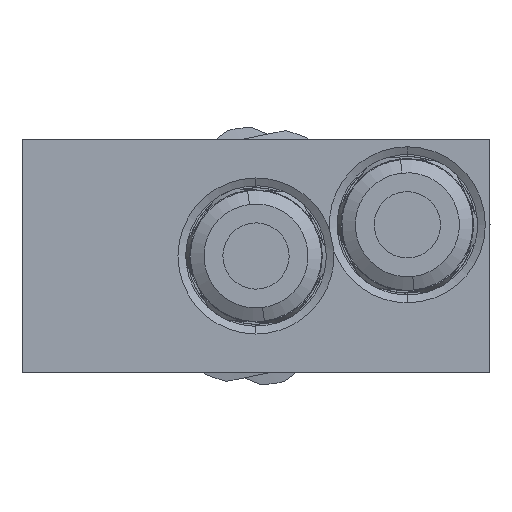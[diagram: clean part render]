
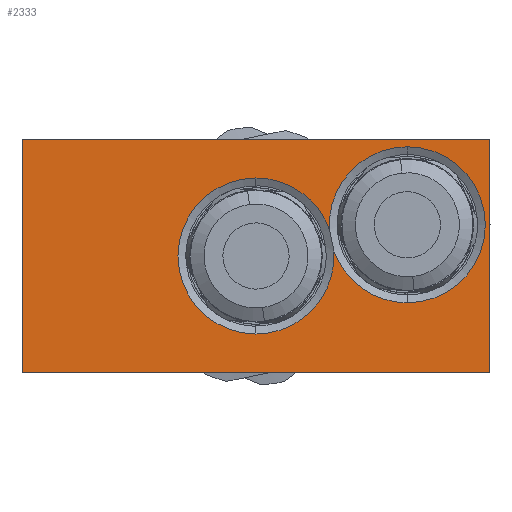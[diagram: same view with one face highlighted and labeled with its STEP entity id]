
A CAD part, front view. The second image highlights one B-rep face of the part: STEP entity #2333.
In plain terms, the highlighted planar face has unit normal (0, -1, 0).
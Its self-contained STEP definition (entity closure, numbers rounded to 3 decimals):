
#64 = EDGE_CURVE ( 'NONE', #2962, #3372, #3162, .T. ) ;
#99 = LINE ( 'NONE', #570, #3884 ) ;
#123 = EDGE_CURVE ( 'NONE', #2339, #6800, #3569, .T. ) ;
#165 = AXIS2_PLACEMENT_3D ( 'NONE', #5436, #1639, #2259 ) ;
#196 = ORIENTED_EDGE ( 'NONE', *, *, #4932, .T. ) ;
#251 = CARTESIAN_POINT ( 'NONE',  ( 0., 0., 15. ) ) ;
#305 = CARTESIAN_POINT ( 'NONE',  ( 15., 0., 2.5 ) ) ;
#495 = DIRECTION ( 'NONE',  ( 1., 0., 0. ) ) ;
#570 = CARTESIAN_POINT ( 'NONE',  ( 0., 0., 0. ) ) ;
#813 = DIRECTION ( 'NONE',  ( 0., -1., 0. ) ) ;
#844 = CARTESIAN_POINT ( 'NONE',  ( 0., 0., 15. ) ) ;
#885 = DIRECTION ( 'NONE',  ( 0., 0., -1. ) ) ;
#906 = CARTESIAN_POINT ( 'NONE',  ( 24.7, 0., 9.5 ) ) ;
#1030 = CARTESIAN_POINT ( 'NONE',  ( 30., 0., 15. ) ) ;
#1035 = CARTESIAN_POINT ( 'NONE',  ( 19.99, 0., 7.823 ) ) ;
#1036 = CIRCLE ( 'NONE', #4386, 5. ) ;
#1261 = DIRECTION ( 'NONE',  ( 0., -1., 0. ) ) ;
#1281 = DIRECTION ( 'NONE',  ( 0., -1., 0. ) ) ;
#1304 = EDGE_CURVE ( 'NONE', #3372, #4951, #2062, .T. ) ;
#1568 = EDGE_CURVE ( 'NONE', #7370, #2420, #5815, .T. ) ;
#1611 = AXIS2_PLACEMENT_3D ( 'NONE', #4463, #1261, #5684 ) ;
#1639 = DIRECTION ( 'NONE',  ( 0., -1., 0. ) ) ;
#1655 = LINE ( 'NONE', #251, #8209 ) ;
#1792 = VECTOR ( 'NONE', #4740, 1000. ) ;
#1798 = CARTESIAN_POINT ( 'NONE',  ( 15., 0., 12.5 ) ) ;
#1904 = CARTESIAN_POINT ( 'NONE',  ( 0., 0., 15. ) ) ;
#1991 = ORIENTED_EDGE ( 'NONE', *, *, #1568, .F. ) ;
#2062 = LINE ( 'NONE', #7101, #5144 ) ;
#2259 = DIRECTION ( 'NONE',  ( 0., 0., -1. ) ) ;
#2293 = VERTEX_POINT ( 'NONE', #3138 ) ;
#2309 = CARTESIAN_POINT ( 'NONE',  ( 15., 0., 7.5 ) ) ;
#2327 = AXIS2_PLACEMENT_3D ( 'NONE', #2597, #1281, #6976 ) ;
#2330 = CIRCLE ( 'NONE', #165, 5. ) ;
#2333 = ADVANCED_FACE ( 'NONE', ( #7805, #4444 ), #6807, .F. ) ;
#2339 = VERTEX_POINT ( 'NONE', #3591 ) ;
#2364 = ORIENTED_EDGE ( 'NONE', *, *, #1304, .F. ) ;
#2420 = VERTEX_POINT ( 'NONE', #1035 ) ;
#2456 = DIRECTION ( 'NONE',  ( 0., 0., -1. ) ) ;
#2597 = CARTESIAN_POINT ( 'NONE',  ( 15., 0., 7.5 ) ) ;
#2739 = ORIENTED_EDGE ( 'NONE', *, *, #7613, .T. ) ;
#2921 = EDGE_CURVE ( 'NONE', #2420, #2293, #6105, .T. ) ;
#2962 = VERTEX_POINT ( 'NONE', #844 ) ;
#3065 = EDGE_CURVE ( 'NONE', #6800, #7370, #2330, .T. ) ;
#3138 = CARTESIAN_POINT ( 'NONE',  ( 24.7, 0., 4.5 ) ) ;
#3162 = LINE ( 'NONE', #6623, #1792 ) ;
#3372 = VERTEX_POINT ( 'NONE', #1030 ) ;
#3473 = AXIS2_PLACEMENT_3D ( 'NONE', #1904, #6077, #4851 ) ;
#3490 = VERTEX_POINT ( 'NONE', #7312 ) ;
#3520 = CARTESIAN_POINT ( 'NONE',  ( 24.7, 0., 14.5 ) ) ;
#3569 = CIRCLE ( 'NONE', #5345, 5. ) ;
#3591 = CARTESIAN_POINT ( 'NONE',  ( 19.71, 0., 9.177 ) ) ;
#3712 = ORIENTED_EDGE ( 'NONE', *, *, #4136, .F. ) ;
#3715 = EDGE_CURVE ( 'NONE', #3909, #2339, #4321, .T. ) ;
#3720 = CARTESIAN_POINT ( 'NONE',  ( 24.7, 0., 9.5 ) ) ;
#3884 = VECTOR ( 'NONE', #495, 1000. ) ;
#3909 = VERTEX_POINT ( 'NONE', #3520 ) ;
#4136 = EDGE_CURVE ( 'NONE', #2293, #3909, #1036, .T. ) ;
#4321 = CIRCLE ( 'NONE', #1611, 5. ) ;
#4386 = AXIS2_PLACEMENT_3D ( 'NONE', #3720, #6912, #2456 ) ;
#4444 = FACE_OUTER_BOUND ( 'NONE', #5395, .T. ) ;
#4463 = CARTESIAN_POINT ( 'NONE',  ( 24.7, 0., 9.5 ) ) ;
#4593 = ORIENTED_EDGE ( 'NONE', *, *, #123, .F. ) ;
#4740 = DIRECTION ( 'NONE',  ( 1., 0., 0. ) ) ;
#4795 = ORIENTED_EDGE ( 'NONE', *, *, #2921, .F. ) ;
#4851 = DIRECTION ( 'NONE',  ( 0., 0., 1. ) ) ;
#4932 = EDGE_CURVE ( 'NONE', #2962, #3490, #1655, .T. ) ;
#4951 = VERTEX_POINT ( 'NONE', #7556 ) ;
#5144 = VECTOR ( 'NONE', #7205, 1000. ) ;
#5345 = AXIS2_PLACEMENT_3D ( 'NONE', #2309, #6716, #6739 ) ;
#5395 = EDGE_LOOP ( 'NONE', ( #2739, #2364, #6645, #196 ) ) ;
#5436 = CARTESIAN_POINT ( 'NONE',  ( 15., 0., 7.5 ) ) ;
#5684 = DIRECTION ( 'NONE',  ( 0., 0., -1. ) ) ;
#5815 = CIRCLE ( 'NONE', #2327, 5. ) ;
#6077 = DIRECTION ( 'NONE',  ( 0., 1., 0. ) ) ;
#6105 = CIRCLE ( 'NONE', #6478, 5. ) ;
#6478 = AXIS2_PLACEMENT_3D ( 'NONE', #906, #813, #7170 ) ;
#6623 = CARTESIAN_POINT ( 'NONE',  ( 0., 0., 15. ) ) ;
#6634 = ORIENTED_EDGE ( 'NONE', *, *, #3715, .F. ) ;
#6645 = ORIENTED_EDGE ( 'NONE', *, *, #64, .F. ) ;
#6716 = DIRECTION ( 'NONE',  ( 0., -1., 0. ) ) ;
#6739 = DIRECTION ( 'NONE',  ( 0., 0., -1. ) ) ;
#6800 = VERTEX_POINT ( 'NONE', #1798 ) ;
#6807 = PLANE ( 'NONE',  #3473 ) ;
#6912 = DIRECTION ( 'NONE',  ( 0., -1., 0. ) ) ;
#6976 = DIRECTION ( 'NONE',  ( 0., 0., -1. ) ) ;
#7101 = CARTESIAN_POINT ( 'NONE',  ( 30., 0., 15. ) ) ;
#7170 = DIRECTION ( 'NONE',  ( 0., 0., -1. ) ) ;
#7205 = DIRECTION ( 'NONE',  ( 0., 0., -1. ) ) ;
#7222 = EDGE_LOOP ( 'NONE', ( #4593, #6634, #3712, #4795, #1991, #8249 ) ) ;
#7312 = CARTESIAN_POINT ( 'NONE',  ( 0., 0., 0. ) ) ;
#7370 = VERTEX_POINT ( 'NONE', #305 ) ;
#7556 = CARTESIAN_POINT ( 'NONE',  ( 30., 0., 0. ) ) ;
#7613 = EDGE_CURVE ( 'NONE', #3490, #4951, #99, .T. ) ;
#7805 = FACE_BOUND ( 'NONE', #7222, .T. ) ;
#8209 = VECTOR ( 'NONE', #885, 1000. ) ;
#8249 = ORIENTED_EDGE ( 'NONE', *, *, #3065, .F. ) ;
